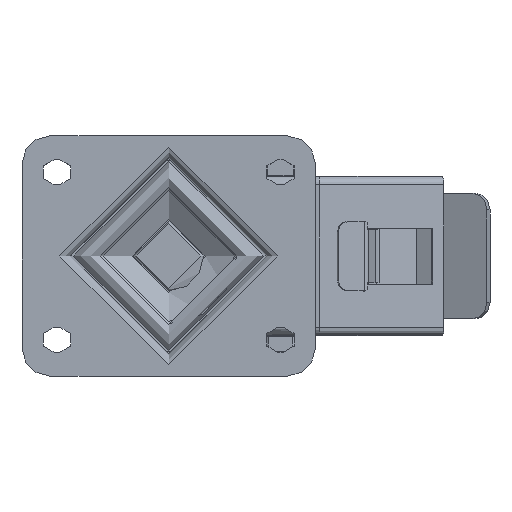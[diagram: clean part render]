
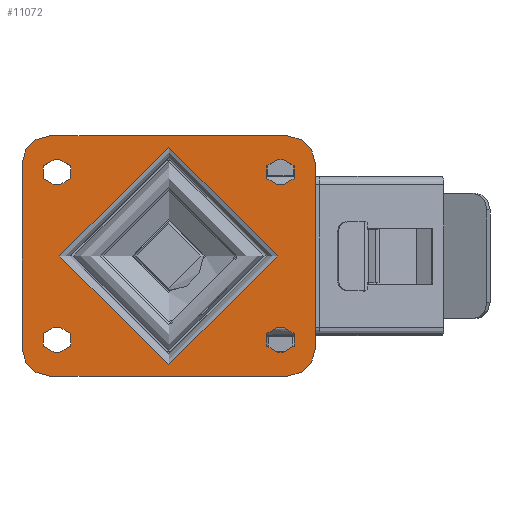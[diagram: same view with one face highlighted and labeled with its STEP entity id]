
A CAD part, top view. The second image highlights one B-rep face of the part: STEP entity #11072.
In plain terms, the highlighted planar face has unit normal (0, 0, 1).
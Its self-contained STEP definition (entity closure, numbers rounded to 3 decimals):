
#748=FACE_BOUND('',#2236,.T.);
#749=FACE_BOUND('',#2237,.T.);
#750=FACE_BOUND('',#2238,.T.);
#751=FACE_BOUND('',#2239,.T.);
#752=FACE_BOUND('',#2240,.T.);
#957=PLANE('',#12164);
#1560=FACE_OUTER_BOUND('',#2235,.T.);
#2235=EDGE_LOOP('',(#9350,#9351,#9352,#9353,#9354,#9355,#9356,#9357));
#2236=EDGE_LOOP('',(#9358));
#2237=EDGE_LOOP('',(#9359,#9360,#9361,#9362));
#2238=EDGE_LOOP('',(#9363,#9364,#9365,#9366));
#2239=EDGE_LOOP('',(#9367,#9368,#9369,#9370));
#2240=EDGE_LOOP('',(#9371,#9372,#9373,#9374));
#2965=LINE('',#24328,#3805);
#2966=LINE('',#24329,#3806);
#2967=LINE('',#24330,#3807);
#2968=LINE('',#24331,#3808);
#2969=LINE('',#24332,#3809);
#2970=LINE('',#24333,#3810);
#2971=LINE('',#24334,#3811);
#2972=LINE('',#24335,#3812);
#2973=LINE('',#24336,#3813);
#2974=LINE('',#24337,#3814);
#2975=LINE('',#24338,#3815);
#2976=LINE('',#24339,#3816);
#3805=VECTOR('',#14488,1000.);
#3806=VECTOR('',#14489,1000.);
#3807=VECTOR('',#14490,1000.);
#3808=VECTOR('',#14491,1000.);
#3809=VECTOR('',#14492,1000.);
#3810=VECTOR('',#14493,1000.);
#3811=VECTOR('',#14494,1000.);
#3812=VECTOR('',#14495,1000.);
#3813=VECTOR('',#14496,1000.);
#3814=VECTOR('',#14497,1000.);
#3815=VECTOR('',#14498,1000.);
#3816=VECTOR('',#14499,1000.);
#4284=CIRCLE('',#11837,4.5);
#4286=CIRCLE('',#11840,4.5);
#4288=CIRCLE('',#11843,4.5);
#4290=CIRCLE('',#11846,4.5);
#4292=CIRCLE('',#11849,4.5);
#4294=CIRCLE('',#11852,4.5);
#4296=CIRCLE('',#11855,4.5);
#4298=CIRCLE('',#11858,4.5);
#4299=CIRCLE('',#11860,10.);
#4301=CIRCLE('',#11863,10.);
#4303=CIRCLE('',#11866,10.);
#4305=CIRCLE('',#11869,10.);
#4315=CIRCLE('',#11883,39.);
#4969=VERTEX_POINT('',#23156);
#4970=VERTEX_POINT('',#23158);
#4973=VERTEX_POINT('',#23165);
#4974=VERTEX_POINT('',#23167);
#4977=VERTEX_POINT('',#23174);
#4978=VERTEX_POINT('',#23176);
#4981=VERTEX_POINT('',#23183);
#4982=VERTEX_POINT('',#23185);
#4985=VERTEX_POINT('',#23192);
#4986=VERTEX_POINT('',#23194);
#4989=VERTEX_POINT('',#23201);
#4990=VERTEX_POINT('',#23203);
#4993=VERTEX_POINT('',#23210);
#4994=VERTEX_POINT('',#23212);
#4997=VERTEX_POINT('',#23219);
#4998=VERTEX_POINT('',#23221);
#4999=VERTEX_POINT('',#23225);
#5000=VERTEX_POINT('',#23226);
#5003=VERTEX_POINT('',#23234);
#5004=VERTEX_POINT('',#23235);
#5007=VERTEX_POINT('',#23243);
#5008=VERTEX_POINT('',#23244);
#5011=VERTEX_POINT('',#23252);
#5012=VERTEX_POINT('',#23253);
#5021=VERTEX_POINT('',#23279);
#6258=EDGE_CURVE('',#4970,#4969,#4284,.T.);
#6262=EDGE_CURVE('',#4974,#4973,#4286,.T.);
#6266=EDGE_CURVE('',#4978,#4977,#4288,.T.);
#6270=EDGE_CURVE('',#4982,#4981,#4290,.T.);
#6274=EDGE_CURVE('',#4986,#4985,#4292,.T.);
#6278=EDGE_CURVE('',#4990,#4989,#4294,.T.);
#6282=EDGE_CURVE('',#4994,#4993,#4296,.T.);
#6286=EDGE_CURVE('',#4998,#4997,#4298,.T.);
#6288=EDGE_CURVE('',#4999,#5000,#4299,.T.);
#6292=EDGE_CURVE('',#5003,#5004,#4301,.T.);
#6296=EDGE_CURVE('',#5007,#5008,#4303,.T.);
#6300=EDGE_CURVE('',#5011,#5012,#4305,.T.);
#6313=EDGE_CURVE('',#5021,#5021,#4315,.T.);
#6678=EDGE_CURVE('',#5008,#5011,#2965,.T.);
#6679=EDGE_CURVE('',#5004,#5007,#2966,.T.);
#6680=EDGE_CURVE('',#5000,#5003,#2967,.T.);
#6681=EDGE_CURVE('',#5012,#4999,#2968,.T.);
#6682=EDGE_CURVE('',#4993,#4998,#2969,.T.);
#6683=EDGE_CURVE('',#4997,#4994,#2970,.T.);
#6684=EDGE_CURVE('',#4985,#4990,#2971,.T.);
#6685=EDGE_CURVE('',#4989,#4986,#2972,.T.);
#6686=EDGE_CURVE('',#4977,#4982,#2973,.T.);
#6687=EDGE_CURVE('',#4981,#4978,#2974,.T.);
#6688=EDGE_CURVE('',#4969,#4974,#2975,.T.);
#6689=EDGE_CURVE('',#4973,#4970,#2976,.T.);
#9350=ORIENTED_EDGE('',*,*,#6300,.F.);
#9351=ORIENTED_EDGE('',*,*,#6678,.F.);
#9352=ORIENTED_EDGE('',*,*,#6296,.F.);
#9353=ORIENTED_EDGE('',*,*,#6679,.F.);
#9354=ORIENTED_EDGE('',*,*,#6292,.F.);
#9355=ORIENTED_EDGE('',*,*,#6680,.F.);
#9356=ORIENTED_EDGE('',*,*,#6288,.F.);
#9357=ORIENTED_EDGE('',*,*,#6681,.F.);
#9358=ORIENTED_EDGE('',*,*,#6313,.F.);
#9359=ORIENTED_EDGE('',*,*,#6682,.T.);
#9360=ORIENTED_EDGE('',*,*,#6286,.T.);
#9361=ORIENTED_EDGE('',*,*,#6683,.T.);
#9362=ORIENTED_EDGE('',*,*,#6282,.T.);
#9363=ORIENTED_EDGE('',*,*,#6684,.T.);
#9364=ORIENTED_EDGE('',*,*,#6278,.T.);
#9365=ORIENTED_EDGE('',*,*,#6685,.T.);
#9366=ORIENTED_EDGE('',*,*,#6274,.T.);
#9367=ORIENTED_EDGE('',*,*,#6686,.T.);
#9368=ORIENTED_EDGE('',*,*,#6270,.T.);
#9369=ORIENTED_EDGE('',*,*,#6687,.T.);
#9370=ORIENTED_EDGE('',*,*,#6266,.T.);
#9371=ORIENTED_EDGE('',*,*,#6688,.T.);
#9372=ORIENTED_EDGE('',*,*,#6262,.T.);
#9373=ORIENTED_EDGE('',*,*,#6689,.T.);
#9374=ORIENTED_EDGE('',*,*,#6258,.T.);
#11072=ADVANCED_FACE('',(#1560,#748,#749,#750,#751,#752),#957,.T.);
#11837=AXIS2_PLACEMENT_3D('',#23159,#13622,#13623);
#11840=AXIS2_PLACEMENT_3D('',#23168,#13630,#13631);
#11843=AXIS2_PLACEMENT_3D('',#23177,#13638,#13639);
#11846=AXIS2_PLACEMENT_3D('',#23186,#13646,#13647);
#11849=AXIS2_PLACEMENT_3D('',#23195,#13654,#13655);
#11852=AXIS2_PLACEMENT_3D('',#23204,#13662,#13663);
#11855=AXIS2_PLACEMENT_3D('',#23213,#13670,#13671);
#11858=AXIS2_PLACEMENT_3D('',#23222,#13678,#13679);
#11860=AXIS2_PLACEMENT_3D('',#23227,#13683,#13684);
#11863=AXIS2_PLACEMENT_3D('',#23236,#13691,#13692);
#11866=AXIS2_PLACEMENT_3D('',#23245,#13699,#13700);
#11869=AXIS2_PLACEMENT_3D('',#23254,#13707,#13708);
#11883=AXIS2_PLACEMENT_3D('',#23280,#13738,#13739);
#12164=AXIS2_PLACEMENT_3D('',#24327,#14486,#14487);
#13622=DIRECTION('center_axis',(0.,0.,-1.));
#13623=DIRECTION('ref_axis',(1.,0.,0.));
#13630=DIRECTION('center_axis',(0.,0.,-1.));
#13631=DIRECTION('ref_axis',(-1.,0.,0.));
#13638=DIRECTION('center_axis',(0.,0.,-1.));
#13639=DIRECTION('ref_axis',(1.,0.,0.));
#13646=DIRECTION('center_axis',(0.,0.,-1.));
#13647=DIRECTION('ref_axis',(-1.,0.,0.));
#13654=DIRECTION('center_axis',(0.,0.,-1.));
#13655=DIRECTION('ref_axis',(-1.,0.,0.));
#13662=DIRECTION('center_axis',(0.,0.,-1.));
#13663=DIRECTION('ref_axis',(1.,0.,0.));
#13670=DIRECTION('center_axis',(0.,0.,-1.));
#13671=DIRECTION('ref_axis',(-1.,0.,0.));
#13678=DIRECTION('center_axis',(0.,0.,-1.));
#13679=DIRECTION('ref_axis',(1.,0.,0.));
#13683=DIRECTION('center_axis',(0.,0.,-1.));
#13684=DIRECTION('ref_axis',(-0.707,0.707,0.));
#13691=DIRECTION('center_axis',(0.,0.,-1.));
#13692=DIRECTION('ref_axis',(0.707,0.707,0.));
#13699=DIRECTION('center_axis',(0.,0.,-1.));
#13700=DIRECTION('ref_axis',(0.707,-0.707,0.));
#13707=DIRECTION('center_axis',(0.,0.,-1.));
#13708=DIRECTION('ref_axis',(-0.707,-0.707,0.));
#13738=DIRECTION('center_axis',(0.,0.,1.));
#13739=DIRECTION('ref_axis',(0.,-1.,0.));
#14486=DIRECTION('center_axis',(0.,0.,1.));
#14487=DIRECTION('ref_axis',(1.,0.,0.));
#14488=DIRECTION('',(-1.,0.,0.));
#14489=DIRECTION('',(0.,-1.,0.));
#14490=DIRECTION('',(1.,0.,0.));
#14491=DIRECTION('',(0.,1.,0.));
#14492=DIRECTION('',(-1.,0.,0.));
#14493=DIRECTION('',(1.,0.,0.));
#14494=DIRECTION('',(-1.,0.,0.));
#14495=DIRECTION('',(1.,0.,0.));
#14496=DIRECTION('',(1.,0.,0.));
#14497=DIRECTION('',(-1.,0.,0.));
#14498=DIRECTION('',(1.,0.,0.));
#14499=DIRECTION('',(-1.,0.,0.));
#23156=CARTESIAN_POINT('',(39.,-25.5,0.));
#23158=CARTESIAN_POINT('',(39.,-34.5,0.));
#23159=CARTESIAN_POINT('Origin',(39.,-30.,0.));
#23165=CARTESIAN_POINT('',(41.,-34.5,0.));
#23167=CARTESIAN_POINT('',(41.,-25.5,0.));
#23168=CARTESIAN_POINT('Origin',(41.,-30.,0.));
#23174=CARTESIAN_POINT('',(39.,34.5,0.));
#23176=CARTESIAN_POINT('',(39.,25.5,0.));
#23177=CARTESIAN_POINT('Origin',(39.,30.,0.));
#23183=CARTESIAN_POINT('',(41.,25.5,0.));
#23185=CARTESIAN_POINT('',(41.,34.5,0.));
#23186=CARTESIAN_POINT('Origin',(41.,30.,0.));
#23192=CARTESIAN_POINT('',(-39.,-34.5,0.));
#23194=CARTESIAN_POINT('',(-39.,-25.5,0.));
#23195=CARTESIAN_POINT('Origin',(-39.,-30.,0.));
#23201=CARTESIAN_POINT('',(-41.,-25.5,0.));
#23203=CARTESIAN_POINT('',(-41.,-34.5,0.));
#23204=CARTESIAN_POINT('Origin',(-41.,-30.,0.));
#23210=CARTESIAN_POINT('',(-39.,25.5,0.));
#23212=CARTESIAN_POINT('',(-39.,34.5,0.));
#23213=CARTESIAN_POINT('Origin',(-39.,30.,0.));
#23219=CARTESIAN_POINT('',(-41.,34.5,0.));
#23221=CARTESIAN_POINT('',(-41.,25.5,0.));
#23222=CARTESIAN_POINT('Origin',(-41.,30.,0.));
#23225=CARTESIAN_POINT('',(-52.5,33.,0.));
#23226=CARTESIAN_POINT('',(-42.5,43.,0.));
#23227=CARTESIAN_POINT('Origin',(-42.5,33.,0.));
#23234=CARTESIAN_POINT('',(42.5,43.,0.));
#23235=CARTESIAN_POINT('',(52.5,33.,0.));
#23236=CARTESIAN_POINT('Origin',(42.5,33.,0.));
#23243=CARTESIAN_POINT('',(52.5,-33.,0.));
#23244=CARTESIAN_POINT('',(42.5,-43.,0.));
#23245=CARTESIAN_POINT('Origin',(42.5,-33.,0.));
#23252=CARTESIAN_POINT('',(-42.5,-43.,0.));
#23253=CARTESIAN_POINT('',(-52.5,-33.,0.));
#23254=CARTESIAN_POINT('Origin',(-42.5,-33.,0.));
#23279=CARTESIAN_POINT('',(39.,0.,0.));
#23280=CARTESIAN_POINT('Origin',(0.,0.,0.));
#24327=CARTESIAN_POINT('Origin',(0.,0.,0.));
#24328=CARTESIAN_POINT('',(52.5,-43.,0.));
#24329=CARTESIAN_POINT('',(52.5,43.,0.));
#24330=CARTESIAN_POINT('',(-52.5,43.,0.));
#24331=CARTESIAN_POINT('',(-52.5,-43.,0.));
#24332=CARTESIAN_POINT('',(-41.,25.5,0.));
#24333=CARTESIAN_POINT('',(-41.,34.5,0.));
#24334=CARTESIAN_POINT('',(-41.,-34.5,0.));
#24335=CARTESIAN_POINT('',(-41.,-25.5,0.));
#24336=CARTESIAN_POINT('',(41.,34.5,0.));
#24337=CARTESIAN_POINT('',(41.,25.5,0.));
#24338=CARTESIAN_POINT('',(41.,-25.5,0.));
#24339=CARTESIAN_POINT('',(41.,-34.5,0.));
